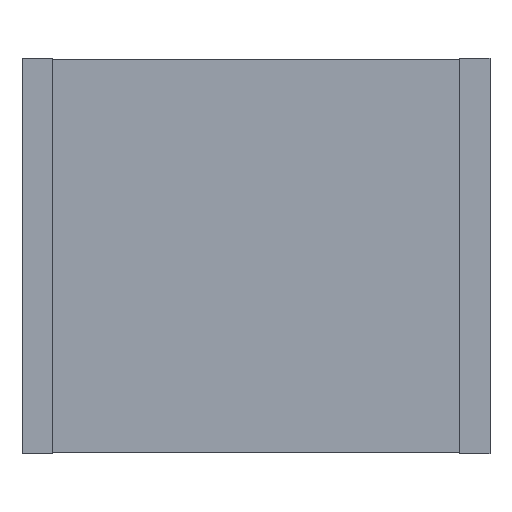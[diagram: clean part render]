
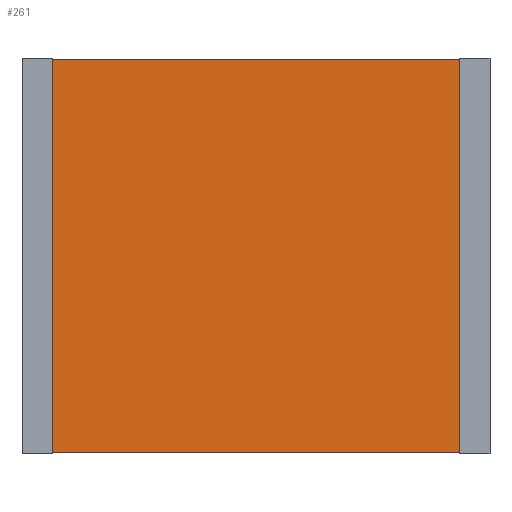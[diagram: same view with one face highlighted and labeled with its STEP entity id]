
A CAD part, front view. The second image highlights one B-rep face of the part: STEP entity #261.
In plain terms, the highlighted planar face has unit normal (0, -1, 0).
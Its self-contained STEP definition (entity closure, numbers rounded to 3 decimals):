
#42 = VECTOR ( 'NONE', #2205, 1000. ) ;
#247 = LINE ( 'NONE', #1603, #42 ) ;
#261 = ADVANCED_FACE ( 'NONE', ( #1229 ), #2020, .T. ) ;
#292 = VECTOR ( 'NONE', #2041, 1000. ) ;
#408 = AXIS2_PLACEMENT_3D ( 'NONE', #2426, #678, #1644 ) ;
#490 = CARTESIAN_POINT ( 'NONE',  ( 0., 0., 0. ) ) ;
#514 = LINE ( 'NONE', #2087, #1624 ) ;
#609 = VECTOR ( 'NONE', #1308, 1000. ) ;
#669 = VERTEX_POINT ( 'NONE', #1847 ) ;
#678 = DIRECTION ( 'NONE',  ( 0., -1., 0. ) ) ;
#706 = CARTESIAN_POINT ( 'NONE',  ( 7.19, 0., 0. ) ) ;
#861 = VERTEX_POINT ( 'NONE', #1580 ) ;
#1050 = EDGE_CURVE ( 'NONE', #1235, #861, #1882, .T. ) ;
#1083 = EDGE_CURVE ( 'NONE', #2448, #861, #1268, .T. ) ;
#1139 = DIRECTION ( 'NONE',  ( -1., 0., 0. ) ) ;
#1229 = FACE_OUTER_BOUND ( 'NONE', #1988, .T. ) ;
#1235 = VERTEX_POINT ( 'NONE', #2147 ) ;
#1268 = LINE ( 'NONE', #490, #292 ) ;
#1308 = DIRECTION ( 'NONE',  ( 0., 0., 1. ) ) ;
#1580 = CARTESIAN_POINT ( 'NONE',  ( 7.19, 0., 0. ) ) ;
#1603 = CARTESIAN_POINT ( 'NONE',  ( 0.49, 0., 0. ) ) ;
#1623 = ORIENTED_EDGE ( 'NONE', *, *, #1050, .T. ) ;
#1624 = VECTOR ( 'NONE', #1139, 1000. ) ;
#1644 = DIRECTION ( 'NONE',  ( 0., 0., -1. ) ) ;
#1847 = CARTESIAN_POINT ( 'NONE',  ( 0.49, 0., -6.48 ) ) ;
#1874 = EDGE_CURVE ( 'NONE', #1235, #669, #514, .T. ) ;
#1882 = LINE ( 'NONE', #706, #609 ) ;
#1988 = EDGE_LOOP ( 'NONE', ( #2425, #1623, #2022, #2471 ) ) ;
#2020 = PLANE ( 'NONE',  #408 ) ;
#2022 = ORIENTED_EDGE ( 'NONE', *, *, #1083, .F. ) ;
#2041 = DIRECTION ( 'NONE',  ( 1., 0., 0. ) ) ;
#2087 = CARTESIAN_POINT ( 'NONE',  ( 0., 0., -6.48 ) ) ;
#2147 = CARTESIAN_POINT ( 'NONE',  ( 7.19, 0., -6.48 ) ) ;
#2205 = DIRECTION ( 'NONE',  ( 0., 0., -1. ) ) ;
#2226 = CARTESIAN_POINT ( 'NONE',  ( 0.49, 0., 0. ) ) ;
#2381 = EDGE_CURVE ( 'NONE', #2448, #669, #247, .T. ) ;
#2425 = ORIENTED_EDGE ( 'NONE', *, *, #1874, .F. ) ;
#2426 = CARTESIAN_POINT ( 'NONE',  ( 0., 0., 0. ) ) ;
#2448 = VERTEX_POINT ( 'NONE', #2226 ) ;
#2471 = ORIENTED_EDGE ( 'NONE', *, *, #2381, .T. ) ;
